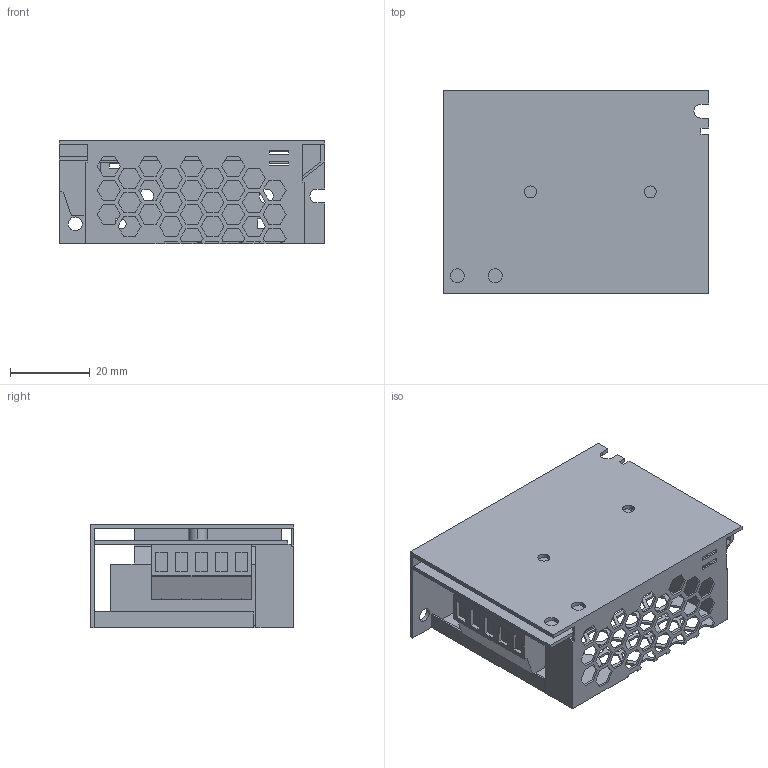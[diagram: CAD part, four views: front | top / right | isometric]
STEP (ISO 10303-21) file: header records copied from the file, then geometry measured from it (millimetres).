
FILE_DESCRIPTION (( 'STEP AP214' ), '1' );
FILE_NAME ('F6015LSE-5.0-5P-V1.0.STEP', '2025-03-26T02:39:47', ( '' ), ( '' ), 'SwSTEP 2.0', 'SolidWorks 2020', '' );
FILE_SCHEMA (( 'AUTOMOTIVE_DESIGN' ));
Length unit declared in the file: millimetre
Products named in the file (1): F6015LSE-5.0-5P-V1.0
Bounding box: 66.6 x 51 x 26 mm (x, y, z)
Volume: 13057 mm3; surface area: 26311.1 mm2
Topology: 1 solids, 1 shells, 680 faces, 1995 edges, 1318 vertices
Faces by surface type: plane 627, cylinder 43, torus 10
Entity records: 22938 total; most frequent: CARTESIAN_POINT 4104, ORIENTED_EDGE 3990, DIRECTION 3443, EDGE_CURVE 1995, VECTOR 1849, LINE 1849, VERTEX_POINT 1318, EDGE_LOOP 865
